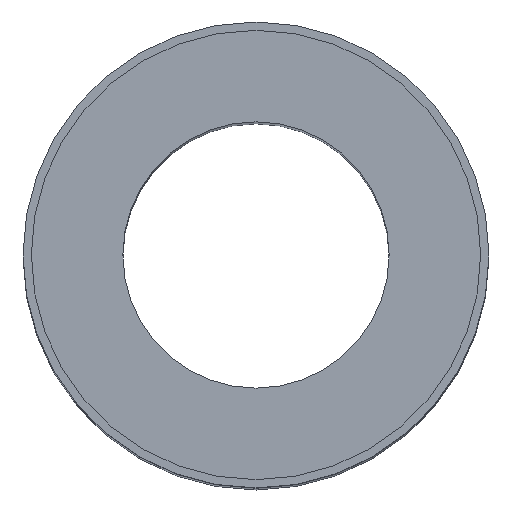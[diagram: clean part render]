
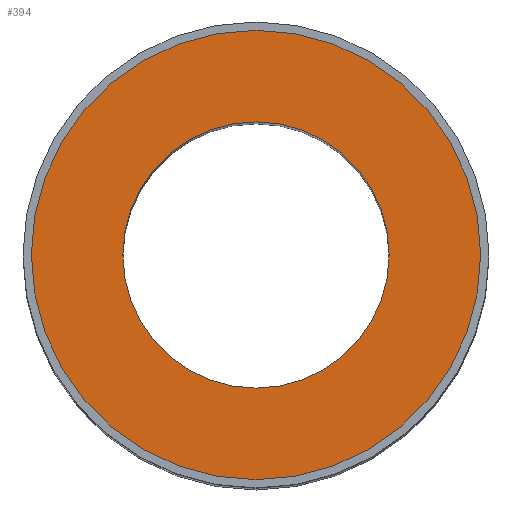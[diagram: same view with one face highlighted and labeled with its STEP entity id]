
A CAD part, top view. The second image highlights one B-rep face of the part: STEP entity #394.
In plain terms, the highlighted planar face has unit normal (0, 0, 1).
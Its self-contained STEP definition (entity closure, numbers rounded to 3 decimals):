
#100=CARTESIAN_POINT('',(-8.0,0.,70.0));
#101=VERTEX_POINT('',#100);
#110=CARTESIAN_POINT('',(8.0,0.,70.0));
#111=VERTEX_POINT('',#110);
#112=CARTESIAN_POINT('',(0.0,0.0,70.0));
#113=DIRECTION('',(0.0,0.0,-1.0));
#114=DIRECTION('',(-1.0,0.0,0.0));
#115=AXIS2_PLACEMENT_3D('',#112,#113,#114);
#116=CIRCLE('',#115,8.0);
#117=EDGE_CURVE('',#111,#101,#116,.T.);
#368=CARTESIAN_POINT('',(0.0,0.0,70.0));
#369=DIRECTION('',(0.0,0.0,-1.0));
#370=DIRECTION('',(-1.0,0.0,0.0));
#371=AXIS2_PLACEMENT_3D('',#368,#369,#370);
#372=PLANE('',#371);
#373=CARTESIAN_POINT('',(-13.5,0.,70.0));
#374=VERTEX_POINT('',#373);
#375=CARTESIAN_POINT('',(0.0,0.0,70.0));
#376=DIRECTION('',(0.0,0.0,-1.0));
#377=DIRECTION('',(1.0,0.0,0.0));
#378=AXIS2_PLACEMENT_3D('',#375,#376,#377);
#379=CIRCLE('',#378,13.5);
#380=EDGE_CURVE('',#374,#374,#379,.T.);
#381=ORIENTED_EDGE('',*,*,#380,.F.);
#382=EDGE_LOOP('',(#381));
#383=FACE_OUTER_BOUND('',#382,.T.);
#384=ORIENTED_EDGE('',*,*,#117,.T.);
#385=CARTESIAN_POINT('',(0.0,0.0,70.0));
#386=DIRECTION('',(0.0,0.0,-1.0));
#387=DIRECTION('',(-1.0,0.0,0.0));
#388=AXIS2_PLACEMENT_3D('',#385,#386,#387);
#389=CIRCLE('',#388,8.0);
#390=EDGE_CURVE('',#101,#111,#389,.T.);
#391=ORIENTED_EDGE('',*,*,#390,.T.);
#392=EDGE_LOOP('',(#384,#391));
#393=FACE_BOUND('',#392,.T.);
#394=ADVANCED_FACE('',(#383,#393),#372,.F.);
